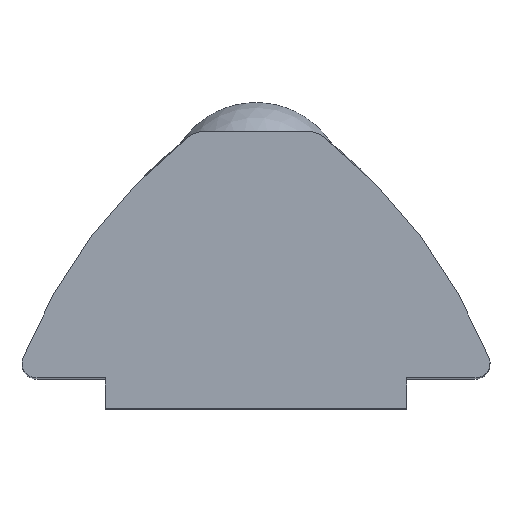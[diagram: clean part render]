
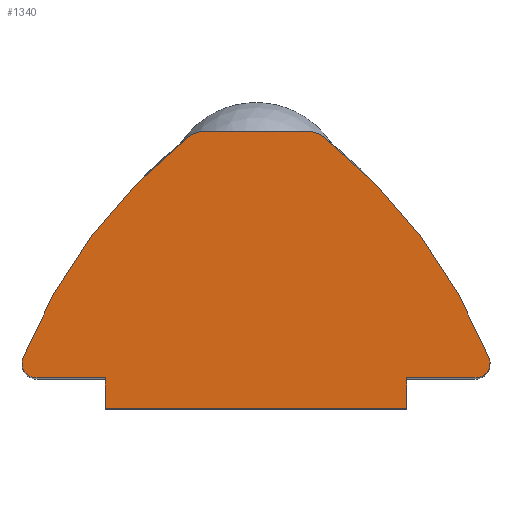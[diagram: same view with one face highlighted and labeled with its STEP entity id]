
A CAD part, top view. The second image highlights one B-rep face of the part: STEP entity #1340.
In plain terms, the highlighted planar face has unit normal (0, 0, 1).
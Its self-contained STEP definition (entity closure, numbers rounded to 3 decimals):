
#274=CARTESIAN_POINT('',(2.5,0.0,12.));
#275=VERTEX_POINT('',#274);
#282=CARTESIAN_POINT('',(-2.5,0.0,12.));
#283=VERTEX_POINT('',#282);
#284=CARTESIAN_POINT('',(-2.5,0.0,12.));
#285=DIRECTION('',(1.0,0.0,0.0));
#286=VECTOR('',#285,5.0);
#287=LINE('',#284,#286);
#288=EDGE_CURVE('',#283,#275,#287,.T.);
#917=CARTESIAN_POINT('',(-1.14,4.491,12.));
#918=VERTEX_POINT('',#917);
#925=CARTESIAN_POINT('',(-0.828,4.6,12.));
#926=VERTEX_POINT('',#925);
#927=CARTESIAN_POINT('',(-0.828,4.1,12.));
#928=DIRECTION('',(0.0,0.0,-1.0));
#929=DIRECTION('',(-0.33,0.944,0.0));
#930=AXIS2_PLACEMENT_3D('',#927,#928,#929);
#931=CIRCLE('',#930,0.5);
#932=EDGE_CURVE('',#918,#926,#931,.T.);
#996=CARTESIAN_POINT('',(-3.868,0.844,12.));
#997=VERTEX_POINT('',#996);
#1004=CARTESIAN_POINT('',(4.468,-2.549,12.));
#1005=DIRECTION('',(0.0,0.0,1.0));
#1006=DIRECTION('',(-0.608,0.794,0.0));
#1007=AXIS2_PLACEMENT_3D('',#1004,#1005,#1006);
#1008=CIRCLE('',#1007,9.);
#1009=EDGE_CURVE('',#918,#997,#1008,.T.);
#1166=CARTESIAN_POINT('',(1.14,4.491,12.));
#1167=VERTEX_POINT('',#1166);
#1174=CARTESIAN_POINT('',(3.868,0.844,12.));
#1175=VERTEX_POINT('',#1174);
#1176=CARTESIAN_POINT('',(-4.468,-2.549,12.));
#1177=DIRECTION('',(0.0,0.0,1.0));
#1178=DIRECTION('',(0.941,0.339,0.0));
#1179=AXIS2_PLACEMENT_3D('',#1176,#1177,#1178);
#1180=CIRCLE('',#1179,9.);
#1181=EDGE_CURVE('',#1175,#1167,#1180,.T.);
#1219=CARTESIAN_POINT('',(0.828,4.6,12.));
#1220=VERTEX_POINT('',#1219);
#1227=CARTESIAN_POINT('',(0.828,4.1,12.));
#1228=DIRECTION('',(0.0,0.0,-1.0));
#1229=DIRECTION('',(0.33,0.944,0.0));
#1230=AXIS2_PLACEMENT_3D('',#1227,#1228,#1229);
#1231=CIRCLE('',#1230,0.5);
#1232=EDGE_CURVE('',#1220,#1167,#1231,.T.);
#1246=CARTESIAN_POINT('',(0.828,4.6,12.));
#1247=DIRECTION('',(-1.0,0.0,0.0));
#1248=VECTOR('',#1247,1.656);
#1249=LINE('',#1246,#1248);
#1250=EDGE_CURVE('',#1220,#926,#1249,.T.);
#1261=CARTESIAN_POINT('',(-3.636,0.5,12.));
#1262=VERTEX_POINT('',#1261);
#1263=CARTESIAN_POINT('',(-3.636,0.75,12.));
#1264=DIRECTION('',(0.0,0.0,-1.0));
#1265=DIRECTION('',(-0.83,-0.558,0.0));
#1266=AXIS2_PLACEMENT_3D('',#1263,#1264,#1265);
#1267=CIRCLE('',#1266,0.25);
#1268=EDGE_CURVE('',#1262,#997,#1267,.T.);
#1289=CARTESIAN_POINT('',(-1.444,1.895,12.));
#1290=DIRECTION('',(0.0,0.0,1.0));
#1291=DIRECTION('',(1.0,0.0,0.0));
#1292=AXIS2_PLACEMENT_3D('',#1289,#1290,#1291);
#1293=PLANE('',#1292);
#1294=ORIENTED_EDGE('',*,*,#1268,.F.);
#1295=CARTESIAN_POINT('',(-2.5,0.5,12.));
#1296=VERTEX_POINT('',#1295);
#1297=CARTESIAN_POINT('',(-3.636,0.5,12.));
#1298=DIRECTION('',(1.0,0.0,0.0));
#1299=VECTOR('',#1298,1.136);
#1300=LINE('',#1297,#1299);
#1301=EDGE_CURVE('',#1262,#1296,#1300,.T.);
#1302=ORIENTED_EDGE('',*,*,#1301,.T.);
#1303=CARTESIAN_POINT('',(-2.5,0.5,12.));
#1304=DIRECTION('',(0.0,-1.0,0.0));
#1305=VECTOR('',#1304,0.5);
#1306=LINE('',#1303,#1305);
#1307=EDGE_CURVE('',#1296,#283,#1306,.T.);
#1308=ORIENTED_EDGE('',*,*,#1307,.T.);
#1309=ORIENTED_EDGE('',*,*,#288,.T.);
#1310=CARTESIAN_POINT('',(2.5,0.5,12.));
#1311=VERTEX_POINT('',#1310);
#1312=CARTESIAN_POINT('',(2.5,0.0,12.));
#1313=DIRECTION('',(0.0,1.0,0.0));
#1314=VECTOR('',#1313,0.5);
#1315=LINE('',#1312,#1314);
#1316=EDGE_CURVE('',#275,#1311,#1315,.T.);
#1317=ORIENTED_EDGE('',*,*,#1316,.T.);
#1318=CARTESIAN_POINT('',(3.636,0.5,12.));
#1319=VERTEX_POINT('',#1318);
#1320=CARTESIAN_POINT('',(2.5,0.5,12.));
#1321=DIRECTION('',(1.0,0.0,0.0));
#1322=VECTOR('',#1321,1.136);
#1323=LINE('',#1320,#1322);
#1324=EDGE_CURVE('',#1311,#1319,#1323,.T.);
#1325=ORIENTED_EDGE('',*,*,#1324,.T.);
#1326=CARTESIAN_POINT('',(3.636,0.75,12.));
#1327=DIRECTION('',(0.0,0.0,-1.0));
#1328=DIRECTION('',(0.83,-0.558,0.0));
#1329=AXIS2_PLACEMENT_3D('',#1326,#1327,#1328);
#1330=CIRCLE('',#1329,0.25);
#1331=EDGE_CURVE('',#1175,#1319,#1330,.T.);
#1332=ORIENTED_EDGE('',*,*,#1331,.F.);
#1333=ORIENTED_EDGE('',*,*,#1181,.T.);
#1334=ORIENTED_EDGE('',*,*,#1232,.F.);
#1335=ORIENTED_EDGE('',*,*,#1250,.T.);
#1336=ORIENTED_EDGE('',*,*,#932,.F.);
#1337=ORIENTED_EDGE('',*,*,#1009,.T.);
#1338=EDGE_LOOP('',(#1294,#1302,#1308,#1309,#1317,#1325,#1332,#1333,#1334,#1335,#1336,#1337));
#1339=FACE_OUTER_BOUND('',#1338,.T.);
#1340=ADVANCED_FACE('',(#1339),#1293,.T.);
